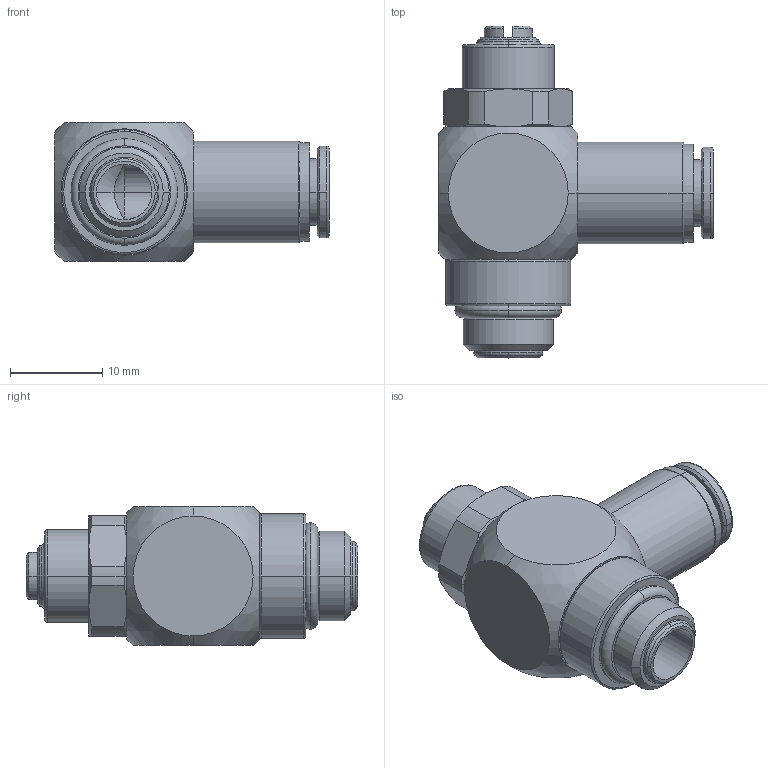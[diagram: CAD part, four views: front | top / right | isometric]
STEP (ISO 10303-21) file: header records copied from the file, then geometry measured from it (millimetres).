
FILE_DESCRIPTION(('STEP AP214'),'1');
FILE_NAME('7130_06_10.stp','2016-07-07T14:53:11',('TraceParts'),('TraceParts S.A.'),'Spatial InterOp 3D',' ',' ');
FILE_SCHEMA(('automotive_design'));
Length unit declared in the file: millimetre
Products named in the file (1): 1
Bounding box: 29.66 x 35.9 x 15 mm (x, y, z)
Volume: 5342.1 mm3; surface area: 3100.8 mm2
Topology: 1 solids, 1 shells, 115 faces, 278 edges, 178 vertices
Faces by surface type: cone 34, cylinder 30, plane 27, torus 22, sphere 2
Entity records: 3527 total; most frequent: CARTESIAN_POINT 726, DIRECTION 666, ORIENTED_EDGE 556, AXIS2_PLACEMENT_3D 302, EDGE_CURVE 278, CIRCLE 184, VERTEX_POINT 178, EDGE_LOOP 130
